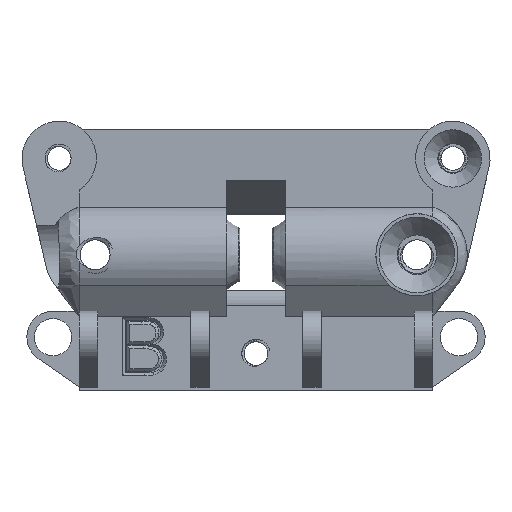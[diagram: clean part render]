
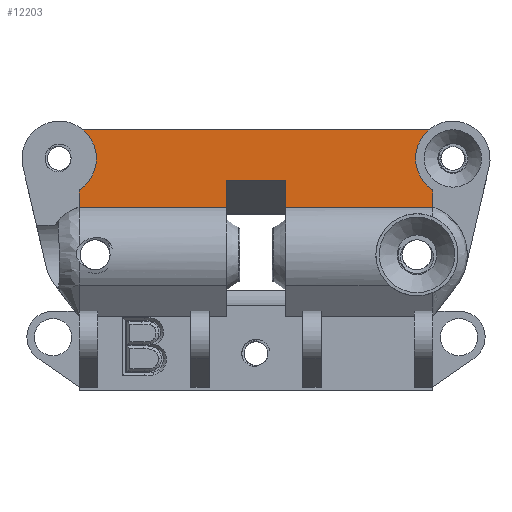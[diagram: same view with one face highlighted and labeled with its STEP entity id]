
A CAD part, left-side view. The second image highlights one B-rep face of the part: STEP entity #12203.
In plain terms, the highlighted planar face has unit normal (-1, 0, 0).
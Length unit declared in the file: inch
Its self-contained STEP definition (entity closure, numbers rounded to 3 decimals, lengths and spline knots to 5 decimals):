
#284=PLANE('',#13032);
#976=FACE_OUTER_BOUND('',#1682,.T.);
#1682=EDGE_LOOP('',(#10577,#10578,#10579,#10580,#10581,#10582,#10583,#10584,
#10585,#10586));
#2852=CIRCLE('',#13031,0.25);
#2853=CIRCLE('',#13033,0.25);
#3515=LINE('',#30698,#4302);
#3530=LINE('',#32524,#4317);
#3543=LINE('',#33465,#4330);
#3544=LINE('',#33467,#4331);
#3545=LINE('',#33469,#4332);
#3546=LINE('',#33470,#4333);
#3547=LINE('',#33472,#4334);
#3548=LINE('',#33475,#4335);
#4302=VECTOR('',#15103,0.3937);
#4317=VECTOR('',#15182,0.3937);
#4330=VECTOR('',#15245,0.3937);
#4331=VECTOR('',#15246,0.3937);
#4332=VECTOR('',#15247,0.3937);
#4333=VECTOR('',#15248,0.3937);
#4334=VECTOR('',#15249,0.3937);
#4335=VECTOR('',#15252,0.3937);
#5514=VERTEX_POINT('',#27312);
#5552=VERTEX_POINT('',#29672);
#5563=VERTEX_POINT('',#30697);
#5609=VERTEX_POINT('',#32522);
#5623=VERTEX_POINT('',#33459);
#5624=VERTEX_POINT('',#33461);
#5625=VERTEX_POINT('',#33466);
#5626=VERTEX_POINT('',#33468);
#5627=VERTEX_POINT('',#33471);
#5628=VERTEX_POINT('',#33473);
#7275=EDGE_CURVE('',#5563,#5514,#3515,.T.);
#7358=EDGE_CURVE('',#5552,#5609,#3530,.T.);
#7390=EDGE_CURVE('',#5623,#5624,#2852,.T.);
#7391=EDGE_CURVE('',#5552,#5624,#3543,.T.);
#7392=EDGE_CURVE('',#5609,#5625,#3544,.T.);
#7393=EDGE_CURVE('',#5625,#5626,#3545,.T.);
#7394=EDGE_CURVE('',#5626,#5563,#3546,.T.);
#7395=EDGE_CURVE('',#5514,#5627,#3547,.T.);
#7396=EDGE_CURVE('',#5627,#5628,#2853,.T.);
#7397=EDGE_CURVE('',#5623,#5628,#3548,.T.);
#10577=ORIENTED_EDGE('',*,*,#7390,.T.);
#10578=ORIENTED_EDGE('',*,*,#7391,.F.);
#10579=ORIENTED_EDGE('',*,*,#7358,.T.);
#10580=ORIENTED_EDGE('',*,*,#7392,.T.);
#10581=ORIENTED_EDGE('',*,*,#7393,.T.);
#10582=ORIENTED_EDGE('',*,*,#7394,.T.);
#10583=ORIENTED_EDGE('',*,*,#7275,.T.);
#10584=ORIENTED_EDGE('',*,*,#7395,.T.);
#10585=ORIENTED_EDGE('',*,*,#7396,.T.);
#10586=ORIENTED_EDGE('',*,*,#7397,.F.);
#12203=ADVANCED_FACE('',(#976),#284,.T.);
#13031=AXIS2_PLACEMENT_3D('',#33463,#15241,#15242);
#13032=AXIS2_PLACEMENT_3D('',#33464,#15243,#15244);
#13033=AXIS2_PLACEMENT_3D('',#33474,#15250,#15251);
#15103=DIRECTION('',(0.,-1.,0.));
#15182=DIRECTION('',(0.,-1.,0.));
#15241=DIRECTION('center_axis',(1.,0.,0.));
#15242=DIRECTION('ref_axis',(0.,1.,0.));
#15243=DIRECTION('center_axis',(-1.,0.,0.));
#15244=DIRECTION('ref_axis',(0.,1.,0.));
#15245=DIRECTION('',(0.,0.,1.));
#15246=DIRECTION('',(0.,0.,1.));
#15247=DIRECTION('',(0.,-1.,0.));
#15248=DIRECTION('',(0.,0.,-1.));
#15249=DIRECTION('',(0.,0.,1.));
#15250=DIRECTION('center_axis',(1.,0.,0.));
#15251=DIRECTION('ref_axis',(0.,-1.,0.));
#15252=DIRECTION('',(0.,-1.,0.));
#27312=CARTESIAN_POINT('',(-1.1875,-1.1875,12.73242));
#29672=CARTESIAN_POINT('',(-1.1875,1.1875,12.73242));
#30697=CARTESIAN_POINT('',(-1.1875,-0.198,12.73242));
#30698=CARTESIAN_POINT('',(-1.1875,-0.198,12.73242));
#32522=CARTESIAN_POINT('',(-1.1875,0.198,12.73242));
#32524=CARTESIAN_POINT('',(-1.1875,0.198,12.73242));
#33459=CARTESIAN_POINT('',(-1.1875,1.15942,13.25));
#33461=CARTESIAN_POINT('',(-1.1875,1.1875,12.84746));
#33463=CARTESIAN_POINT('Origin',(-1.1875,1.32073,13.059));
#33464=CARTESIAN_POINT('Origin',(-1.1875,-1.1875,12.));
#33465=CARTESIAN_POINT('',(-1.1875,1.1875,12.));
#33466=CARTESIAN_POINT('',(-1.1875,0.198,12.91365));
#33467=CARTESIAN_POINT('',(-1.1875,0.198,12.28492));
#33468=CARTESIAN_POINT('',(-1.1875,-0.198,12.91365));
#33469=CARTESIAN_POINT('',(-1.1875,-0.59375,12.91365));
#33470=CARTESIAN_POINT('',(-1.1875,-0.198,12.28492));
#33471=CARTESIAN_POINT('',(-1.1875,-1.1875,12.84746));
#33472=CARTESIAN_POINT('',(-1.1875,-1.1875,12.));
#33473=CARTESIAN_POINT('',(-1.1875,-1.15942,13.25));
#33474=CARTESIAN_POINT('Origin',(-1.1875,-1.32073,13.059));
#33475=CARTESIAN_POINT('',(-1.1875,-1.1875,13.25));
